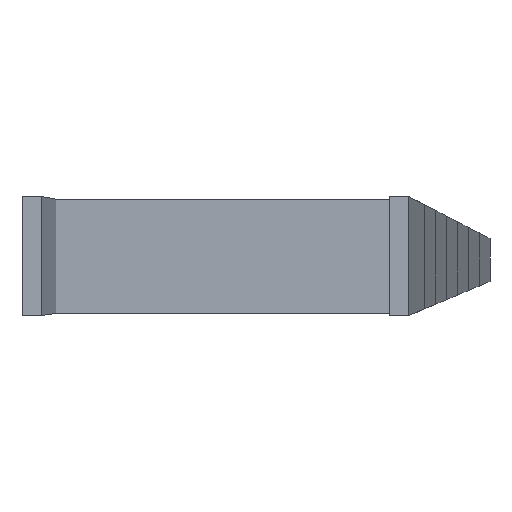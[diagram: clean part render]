
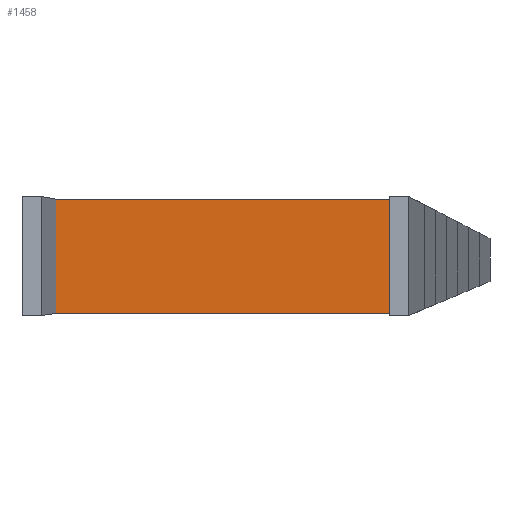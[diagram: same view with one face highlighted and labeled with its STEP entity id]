
A CAD part, front view. The second image highlights one B-rep face of the part: STEP entity #1458.
In plain terms, the highlighted planar face has unit normal (0, 1, 0).
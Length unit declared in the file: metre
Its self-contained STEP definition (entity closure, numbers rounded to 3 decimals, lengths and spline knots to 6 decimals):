
#326=ORIENTED_EDGE('',*,*,#530,.T.);
#327=ORIENTED_EDGE('',*,*,#531,.T.);
#328=ORIENTED_EDGE('',*,*,#532,.T.);
#329=ORIENTED_EDGE('',*,*,#533,.T.);
#530=EDGE_CURVE('',#718,#719,#906,.T.);
#531=EDGE_CURVE('',#719,#720,#907,.T.);
#532=EDGE_CURVE('',#720,#721,#908,.T.);
#533=EDGE_CURVE('',#721,#718,#909,.T.);
#718=VERTEX_POINT('',#2805);
#719=VERTEX_POINT('',#2806);
#720=VERTEX_POINT('',#2808);
#721=VERTEX_POINT('',#2810);
#906=LINE('',#2804,#1098);
#907=LINE('',#2807,#1099);
#908=LINE('',#2809,#1100);
#909=LINE('',#2811,#1101);
#1098=VECTOR('',#2407,1.);
#1099=VECTOR('',#2408,1.);
#1100=VECTOR('',#2409,1.);
#1101=VECTOR('',#2410,1.);
#1272=EDGE_LOOP('',(#326,#327,#328,#329));
#1326=FACE_BOUND('',#1272,.T.);
#1380=PLANE('',#2262);
#1458=ADVANCED_FACE('',(#1326),#1380,.T.);
#2262=AXIS2_PLACEMENT_3D('',#2803,#2405,#2406);
#2405=DIRECTION('',(0.,1.,0.));
#2406=DIRECTION('',(1.,0.,0.));
#2407=DIRECTION('',(1.,0.,0.));
#2408=DIRECTION('',(0.,0.,-1.));
#2409=DIRECTION('',(-1.,0.,0.));
#2410=DIRECTION('',(0.,0.,1.));
#2803=CARTESIAN_POINT('',(0.69,0.,0.207091));
#2804=CARTESIAN_POINT('',(1.265,0.,0.207091));
#2805=CARTESIAN_POINT('',(0.69,0.,0.207091));
#2806=CARTESIAN_POINT('',(1.84,0.,0.207091));
#2807=CARTESIAN_POINT('',(1.84,0.,0.032919));
#2808=CARTESIAN_POINT('',(1.84,0.,-0.141254));
#2809=CARTESIAN_POINT('',(1.265,0.,-0.141254));
#2810=CARTESIAN_POINT('',(0.69,0.,-0.141254));
#2811=CARTESIAN_POINT('',(0.69,0.,0.032919));
